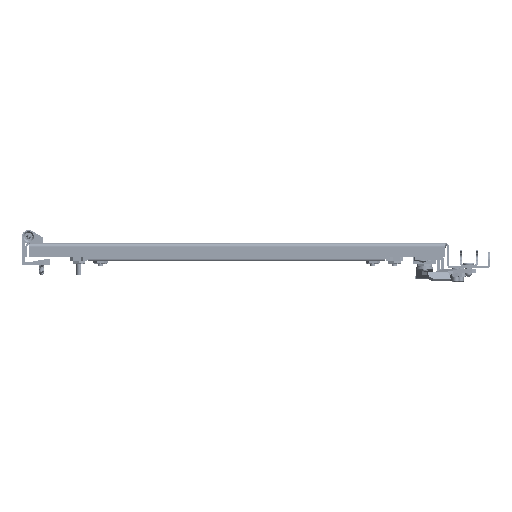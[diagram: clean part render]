
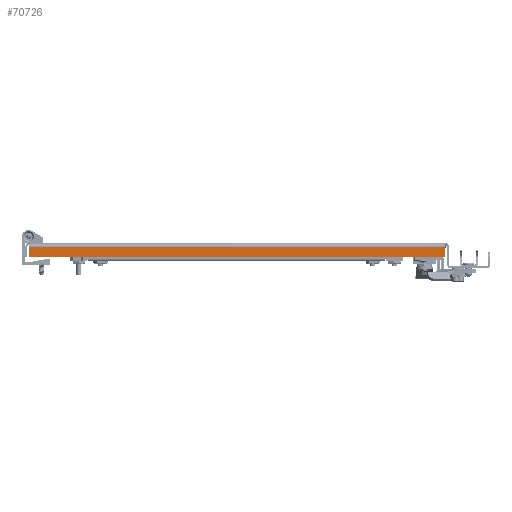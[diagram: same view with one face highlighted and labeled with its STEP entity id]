
A CAD part, front view. The second image highlights one B-rep face of the part: STEP entity #70726.
In plain terms, the highlighted planar face has unit normal (0, -1, 0).
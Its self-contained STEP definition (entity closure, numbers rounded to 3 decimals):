
#252 = ORIENTED_EDGE ( 'NONE', *, *, #28885, .T. ) ;
#1930 = EDGE_LOOP ( 'NONE', ( #82167, #105320, #252, #109850 ) ) ;
#4387 = LINE ( 'NONE', #63447, #33341 ) ;
#6576 = VERTEX_POINT ( 'NONE', #77541 ) ;
#9050 = CARTESIAN_POINT ( 'NONE',  ( 0., -795., 0. ) ) ;
#12183 = EDGE_CURVE ( 'NONE', #6576, #114775, #25577, .T. ) ;
#18065 = PLANE ( 'NONE',  #69154 ) ;
#21099 = CARTESIAN_POINT ( 'NONE',  ( 242.25, -795., -15.8 ) ) ;
#25577 = LINE ( 'NONE', #94960, #109728 ) ;
#28885 = EDGE_CURVE ( 'NONE', #105495, #114775, #102666, .T. ) ;
#33341 = VECTOR ( 'NONE', #122524, 1000. ) ;
#33891 = VERTEX_POINT ( 'NONE', #60138 ) ;
#48921 = DIRECTION ( 'NONE',  ( 0., 0., 1. ) ) ;
#56640 = FACE_OUTER_BOUND ( 'NONE', #1930, .T. ) ;
#60138 = CARTESIAN_POINT ( 'NONE',  ( -242.25, -795., -15.8 ) ) ;
#60697 = EDGE_CURVE ( 'NONE', #33891, #6576, #85144, .T. ) ;
#63447 = CARTESIAN_POINT ( 'NONE',  ( 244.25, -795., -15.8 ) ) ;
#69154 = AXIS2_PLACEMENT_3D ( 'NONE', #9050, #95792, #48921 ) ;
#70726 = ADVANCED_FACE ( 'NONE', ( #56640 ), #18065, .F. ) ;
#75508 = CARTESIAN_POINT ( 'NONE',  ( -242.25, -795., 0. ) ) ;
#77541 = CARTESIAN_POINT ( 'NONE',  ( -242.25, -795., -4. ) ) ;
#82167 = ORIENTED_EDGE ( 'NONE', *, *, #60697, .F. ) ;
#85144 = LINE ( 'NONE', #75508, #98737 ) ;
#90169 = EDGE_CURVE ( 'NONE', #33891, #105495, #4387, .T. ) ;
#93661 = CARTESIAN_POINT ( 'NONE',  ( 242.25, -795., 0. ) ) ;
#94960 = CARTESIAN_POINT ( 'NONE',  ( 0., -795., -4. ) ) ;
#95792 = DIRECTION ( 'NONE',  ( 0., 1., 0. ) ) ;
#98737 = VECTOR ( 'NONE', #103791, 1000. ) ;
#102666 = LINE ( 'NONE', #93661, #112703 ) ;
#103791 = DIRECTION ( 'NONE',  ( 0., 0., 1. ) ) ;
#105320 = ORIENTED_EDGE ( 'NONE', *, *, #90169, .T. ) ;
#105495 = VERTEX_POINT ( 'NONE', #21099 ) ;
#109728 = VECTOR ( 'NONE', #123827, 1000. ) ;
#109850 = ORIENTED_EDGE ( 'NONE', *, *, #12183, .F. ) ;
#112703 = VECTOR ( 'NONE', #125061, 1000. ) ;
#114775 = VERTEX_POINT ( 'NONE', #115123 ) ;
#115123 = CARTESIAN_POINT ( 'NONE',  ( 242.25, -795., -4. ) ) ;
#122524 = DIRECTION ( 'NONE',  ( 1., 0., 0. ) ) ;
#123827 = DIRECTION ( 'NONE',  ( 1., 0., 0. ) ) ;
#125061 = DIRECTION ( 'NONE',  ( 0., 0., 1. ) ) ;
